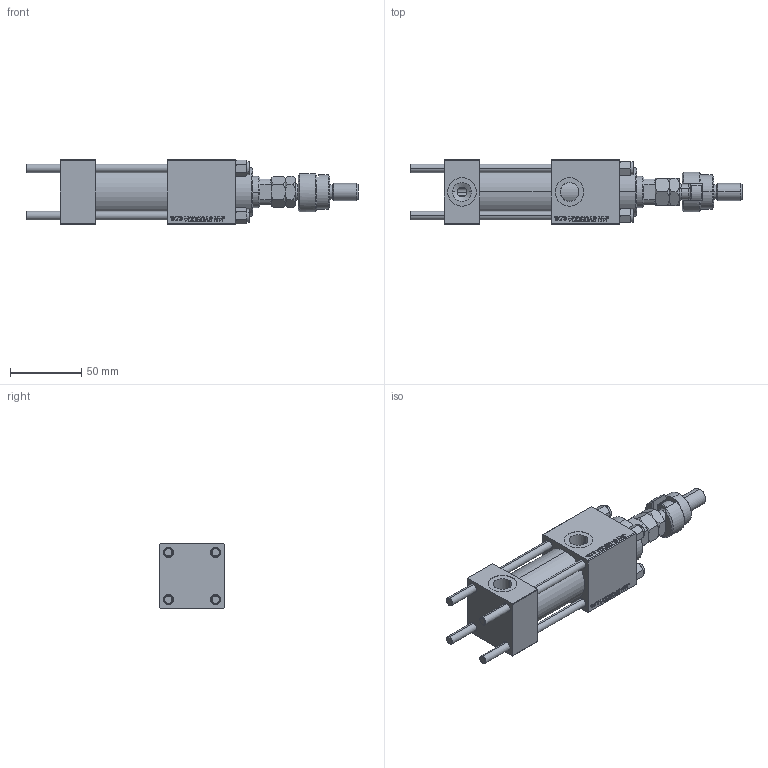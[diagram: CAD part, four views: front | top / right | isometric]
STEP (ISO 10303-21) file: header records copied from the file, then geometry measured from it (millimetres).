
FILE_DESCRIPTION (( 'STEP AP203' ), '1' );
FILE_NAME ('a25c.STEP', '2023-08-23T05:24:10', ( '' ), ( '' ), 'SwSTEP 2.0', 'SolidWorks 2019', '' );
FILE_SCHEMA (( 'CONFIG_CONTROL_DESIGN' ));
Length unit declared in the file: millimetre
Products named in the file (9): DFA 6b182334c25edfa699dc85e3112973bb; MFA 6b182334c25edfa699dc85e3112973bb; NUT_M5 6b182334c25edfa699dc85e3112973bb; a25c; V215CR_VCP 6b182334c25edfa699dc85e3112973bb; FEMALE_PART_FOR_DFA 6b182334c25edfa699dc85e3112973bb; V215CR_BODY_A 6b182334c25edfa699dc85e3112973bb; CR025_012_A_0_G_A_G_M_020_+#_##_TYCINKA 6b182334c25edfa699dc85e3112973bb; V215_VC_A 6b182334c25edfa699dc85e3112973bb
Assembly tree (14 placements, depth 3):
  a25c
    V215CR_BODY_A 6b182334c25edfa699dc85e3112973bb
    CR025_012_A_0_G_A_G_M_020_+#_##_TYCINKA 6b182334c25edfa699dc85e3112973bb  x4
    NUT_M5 6b182334c25edfa699dc85e3112973bb  x4
    V215CR_VCP 6b182334c25edfa699dc85e3112973bb
    V215_VC_A 6b182334c25edfa699dc85e3112973bb
    DFA 6b182334c25edfa699dc85e3112973bb
      FEMALE_PART_FOR_DFA 6b182334c25edfa699dc85e3112973bb
      MFA 6b182334c25edfa699dc85e3112973bb
Bounding box: 233 x 45 x 45 mm (x, y, z)
Volume: 232154.3 mm3; surface area: 84163.1 mm2
Topology: 13 solids, 13 shells, 1218 faces, 3037 edges, 1955 vertices
Faces by surface type: plane 547, bspline 392, cone 176, cylinder 91, torus 12
Entity records: 52706 total; most frequent: CARTESIAN_POINT 27773, ORIENTED_EDGE 5566, DIRECTION 3609, EDGE_CURVE 2783, VERTEX_POINT 1811, LINE 1643, VECTOR 1643, EDGE_LOOP 1228
